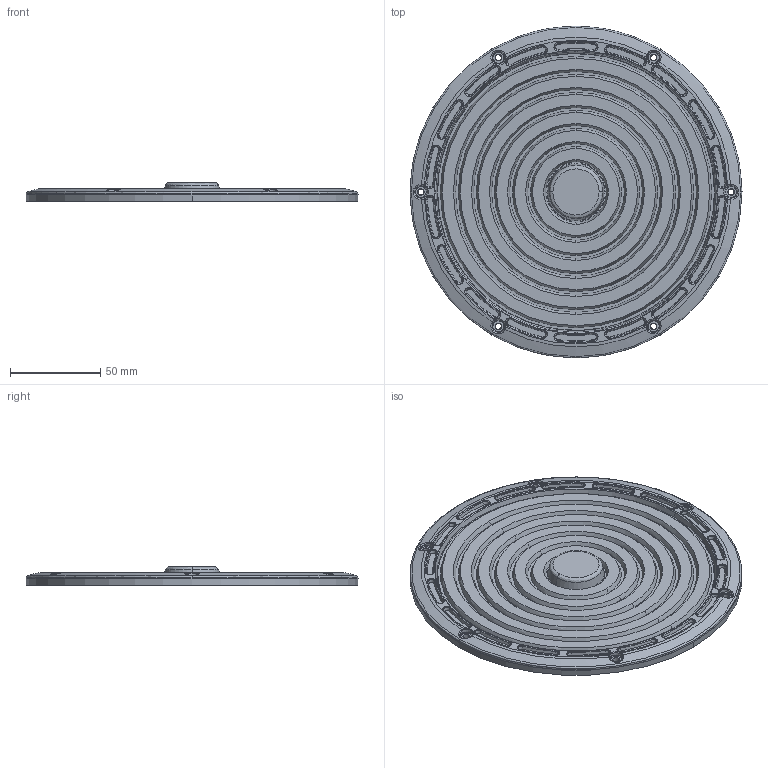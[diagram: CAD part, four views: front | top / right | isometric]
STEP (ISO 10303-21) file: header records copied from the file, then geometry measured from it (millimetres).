
FILE_DESCRIPTION (( 'STEP AP203' ), '1' );
FILE_NAME ('UFO184-TXX-B26-20210428-KH.STP', '2021-10-14T05:48:42', ( 'Windows 蚚誧' ), ( '' ), 'SwSTEP 2.0', 'SolidWorks 2019', '' );
FILE_SCHEMA (( 'CONFIG_CONTROL_DESIGN' ));
Length unit declared in the file: millimetre
Products named in the file (1): UFO184-TXX-B26-20210428-KH
Bounding box: 184 x 184 x 10.3 mm (x, y, z)
Volume: 94854.1 mm3; surface area: 72753.6 mm2
Topology: 1 solids, 1 shells, 617 faces, 1496 edges, 926 vertices
Faces by surface type: bspline 348, cone 186, plane 75, cylinder 8
Entity records: 49027 total; most frequent: CARTESIAN_POINT 36602, ORIENTED_EDGE 2962, DIRECTION 2164, EDGE_CURVE 1481, AXIS2_PLACEMENT_3D 1008, VERTEX_POINT 926, CIRCLE 738, EDGE_LOOP 689
